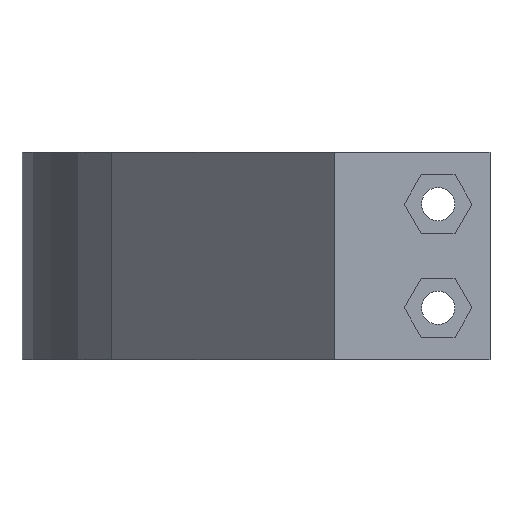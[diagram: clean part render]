
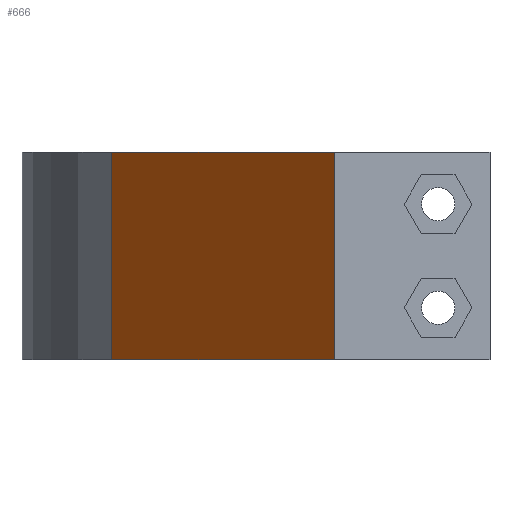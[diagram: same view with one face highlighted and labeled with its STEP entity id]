
A CAD part, front view. The second image highlights one B-rep face of the part: STEP entity #666.
In plain terms, the highlighted planar face has unit normal (-0.752, -0.659, 0).
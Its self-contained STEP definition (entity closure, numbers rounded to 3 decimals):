
#535=CARTESIAN_POINT('',(-26.453,-23.166,0.0));
#536=VERTEX_POINT('',#535);
#537=CARTESIAN_POINT('',(-26.453,-23.166,20.0));
#538=VERTEX_POINT('',#537);
#539=CARTESIAN_POINT('',(-26.453,-23.166,0.0));
#540=DIRECTION('',(0.0,0.0,1.0));
#541=VECTOR('',#540,20.0);
#542=LINE('',#539,#541);
#543=EDGE_CURVE('',#536,#538,#542,.T.);
#636=CARTESIAN_POINT('',(-26.453,-23.166,0.0));
#637=DIRECTION('',(-0.752,-0.659,0.0));
#638=DIRECTION('',(0.659,-0.752,0.0));
#639=AXIS2_PLACEMENT_3D('',#636,#637,#638);
#640=PLANE('',#639);
#641=CARTESIAN_POINT('',(-5.0,-47.662,0.0));
#642=VERTEX_POINT('',#641);
#643=CARTESIAN_POINT('',(-26.453,-23.166,0.0));
#644=DIRECTION('',(0.659,-0.752,0.0));
#645=VECTOR('',#644,32.562);
#646=LINE('',#643,#645);
#647=EDGE_CURVE('',#536,#642,#646,.T.);
#648=ORIENTED_EDGE('',*,*,#647,.T.);
#649=CARTESIAN_POINT('',(-5.0,-47.662,20.0));
#650=VERTEX_POINT('',#649);
#651=CARTESIAN_POINT('',(-5.0,-47.662,0.0));
#652=DIRECTION('',(0.0,0.0,1.0));
#653=VECTOR('',#652,20.0);
#654=LINE('',#651,#653);
#655=EDGE_CURVE('',#642,#650,#654,.T.);
#656=ORIENTED_EDGE('',*,*,#655,.T.);
#657=CARTESIAN_POINT('',(-26.453,-23.166,20.0));
#658=DIRECTION('',(0.659,-0.752,0.0));
#659=VECTOR('',#658,32.562);
#660=LINE('',#657,#659);
#661=EDGE_CURVE('',#538,#650,#660,.T.);
#662=ORIENTED_EDGE('',*,*,#661,.F.);
#663=ORIENTED_EDGE('',*,*,#543,.F.);
#664=EDGE_LOOP('',(#648,#656,#662,#663));
#665=FACE_OUTER_BOUND('',#664,.T.);
#666=ADVANCED_FACE('',(#665),#640,.T.);
